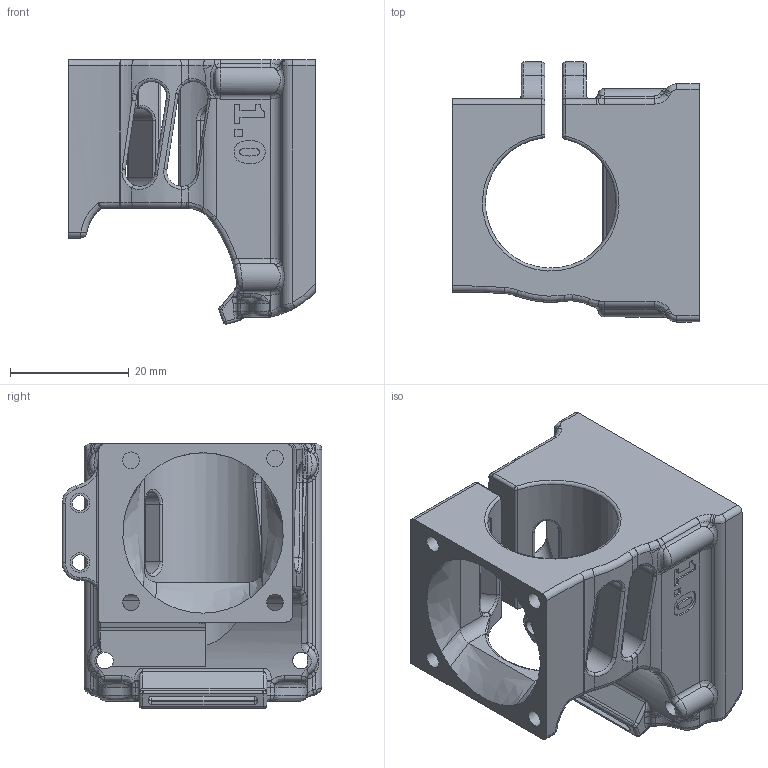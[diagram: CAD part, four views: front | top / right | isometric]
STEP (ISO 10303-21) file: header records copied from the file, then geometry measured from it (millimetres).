
FILE_DESCRIPTION(/* description */ (''),/* implementation_level */ '2;1');
FILE_NAME(/* name */ 'extruder fan 1.0.stp',/* time_stamp */ '2017-03-28T11:32:13+02:00',/* author */ ('Rein'),/* organization */ (''),/* preprocessor_version */ 'ST-DEVELOPER v16.5',/* originating_system */ 'Autodesk Inventor 2017',/* authorisation */ '');
FILE_SCHEMA (('AUTOMOTIVE_DESIGN { 1 0 10303 214 3 1 1 }'));
Length unit declared in the file: millimetre
Products named in the file (1): extruder fan 1.0
Bounding box: 41.5 x 43.7 x 44.51 mm (x, y, z)
Volume: 25395.4 mm3; surface area: 12121.9 mm2
Topology: 1 solids, 1 shells, 513 faces, 1249 edges, 728 vertices
Faces by surface type: bspline 198, cylinder 151, plane 90, torus 53, sphere 21
Full cylindrical faces by diameter (mm): 2.6 x2, 2.8 x8, 3.3 x2
Entity records: 20086 total; most frequent: CARTESIAN_POINT 8904, ORIENTED_EDGE 2436, DIRECTION 2134, EDGE_CURVE 1218, AXIS2_PLACEMENT_3D 885, VERTEX_POINT 722, EDGE_LOOP 556, FACE_OUTER_BOUND 513
